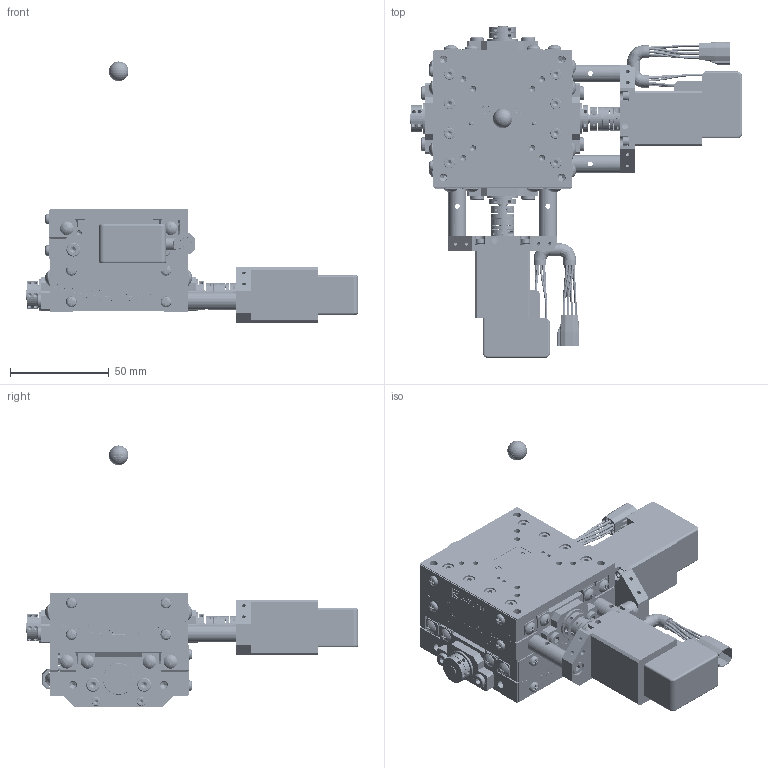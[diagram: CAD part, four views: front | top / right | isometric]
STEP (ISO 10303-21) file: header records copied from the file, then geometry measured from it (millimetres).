
FILE_DESCRIPTION( (''), '2;1');
FILE_NAME ('DR051326-0001-000-00.stp','2019-04-26T13:23:46',(''),(''),'spGate 13.4.4','','');
FILE_SCHEMA (('AUTOMOTIVE_DESIGN'));
Length unit declared in the file: millimetre
Products named in the file (19): Assembly; DR051326-0001-000-00-prt0; DR051326-0001-000-00-prt1; DR051326-0001-000-00-prt2; DR051326-0001-000-00-prt3; DR051326-0001-000-00-prt4; DR051326-0001-000-00-prt5; DR051326-0001-000-00-prt6; DR051326-0001-000-00-prt7; DR051326-0001-000-00-prt8; DR051326-0001-000-00-prt9; DR051326-0001-000-00-prt10; DR051326-0001-000-00-prt11; DR051326-0001-000-00-prt12; DR051326-0001-000-00-prt13; DR051326-0001-000-00-prt14; DR051326-0001-000-00-prt15; DR051326-0001-000-00-prt16; DR051326-0001-000-00-prt17
Assembly tree (18 placements, depth 2):
  Assembly
    DR051326-0001-000-00-prt0
    DR051326-0001-000-00-prt1
    DR051326-0001-000-00-prt2
    DR051326-0001-000-00-prt3
    DR051326-0001-000-00-prt4
    DR051326-0001-000-00-prt5
    DR051326-0001-000-00-prt6
    DR051326-0001-000-00-prt7
    DR051326-0001-000-00-prt8
    DR051326-0001-000-00-prt9
    DR051326-0001-000-00-prt10
    DR051326-0001-000-00-prt11
    DR051326-0001-000-00-prt12
    DR051326-0001-000-00-prt13
    DR051326-0001-000-00-prt14
    DR051326-0001-000-00-prt15
    DR051326-0001-000-00-prt16
    DR051326-0001-000-00-prt17
Bounding box: 168.5 x 168.5 x 132.5 mm (x, y, z)
Volume: 342878.2 mm3; surface area: 135176.8 mm2
Topology: 19 solids, 19 shells, 6241 faces, 15739 edges, 9772 vertices
Faces by surface type: plane 3453, cylinder 1702, bspline 1057, sphere 29
Full cylindrical faces by diameter (mm): 3.24 x1, 6.9 x7
Entity records: 323565 total; most frequent: CARTESIAN_POINT 58167, ORIENTED_EDGE 30812, DIRECTION 27104, COLOUR_RGB 21662, PRESENTATION_STYLE_ASSIGNMENT 21662, STYLED_ITEM 21662, EDGE_CURVE 15406, DRAUGHTING_PRE_DEFINED_CURVE_FONT 15406
